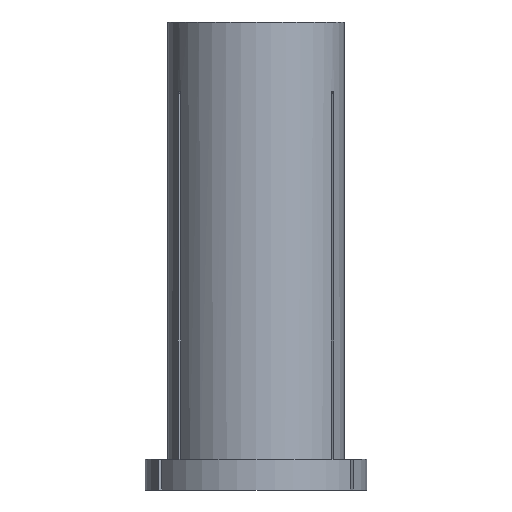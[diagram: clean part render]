
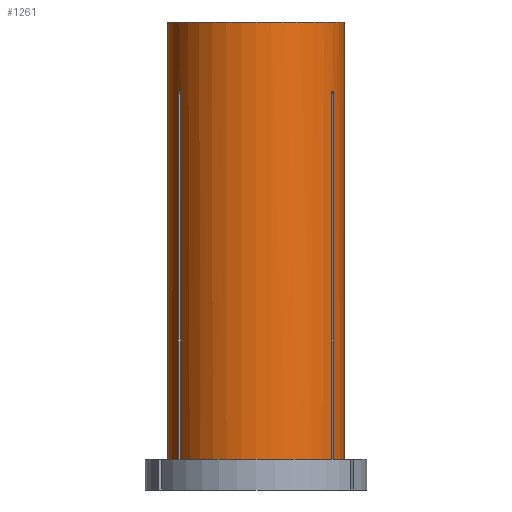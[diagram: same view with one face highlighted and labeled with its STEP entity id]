
A CAD part, front view. The second image highlights one B-rep face of the part: STEP entity #1261.
In plain terms, the highlighted cylindrical face has radius 10 mm (diameter 20 mm), a partial arc.
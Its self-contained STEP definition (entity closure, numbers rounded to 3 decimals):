
#6 = DIRECTION ( 'NONE',  ( 1., 0., 0. ) ) ;
#10 = CARTESIAN_POINT ( 'NONE',  ( 10., 0., 0. ) ) ;
#23 = DIRECTION ( 'NONE',  ( 0., 0., 1. ) ) ;
#27 = CARTESIAN_POINT ( 'NONE',  ( -8.806, -4.738, -49.4 ) ) ;
#50 = EDGE_CURVE ( 'NONE', #1213, #764, #669, .T. ) ;
#64 = DIRECTION ( 'NONE',  ( 0., 0., 1. ) ) ;
#105 = VECTOR ( 'NONE', #343, 1000. ) ;
#111 = B_SPLINE_CURVE_WITH_KNOTS ( 'NONE', 3,
 ( #513, #827, #785, #183, #882 ),
 .UNSPECIFIED., .F., .F.,
 ( 4, 1, 4 ),
 ( 0.076, 0.077, 0.077 ),
 .UNSPECIFIED. ) ;
#125 = ORIENTED_EDGE ( 'NONE', *, *, #255, .T. ) ;
#131 = EDGE_CURVE ( 'NONE', #363, #1286, #321, .T. ) ;
#139 = VECTOR ( 'NONE', #269, 1000. ) ;
#147 = AXIS2_PLACEMENT_3D ( 'NONE', #609, #23, #725 ) ;
#148 = ORIENTED_EDGE ( 'NONE', *, *, #503, .F. ) ;
#157 = ORIENTED_EDGE ( 'NONE', *, *, #1252, .F. ) ;
#167 = EDGE_CURVE ( 'NONE', #686, #902, #526, .T. ) ;
#172 = VERTEX_POINT ( 'NONE', #1063 ) ;
#183 = CARTESIAN_POINT ( 'NONE',  ( -8.559, -5.173, -7.901 ) ) ;
#226 = EDGE_CURVE ( 'NONE', #902, #520, #1126, .T. ) ;
#234 = CARTESIAN_POINT ( 'NONE',  ( 0., 0., -49.4 ) ) ;
#255 = EDGE_CURVE ( 'NONE', #479, #686, #267, .T. ) ;
#267 = CIRCLE ( 'NONE', #681, 10. ) ;
#269 = DIRECTION ( 'NONE',  ( 0., 0., 1. ) ) ;
#270 = CIRCLE ( 'NONE', #147, 10. ) ;
#292 = CARTESIAN_POINT ( 'NONE',  ( -8.806, -4.738, -7.904 ) ) ;
#299 = CARTESIAN_POINT ( 'NONE',  ( -8.506, -5.258, -7.904 ) ) ;
#302 = VECTOR ( 'NONE', #601, 1000. ) ;
#321 = LINE ( 'NONE', #837, #824 ) ;
#328 = EDGE_LOOP ( 'NONE', ( #157, #756, #1178, #828, #577, #125, #435, #1153, #1014, #613, #1283, #148 ) ) ;
#329 = CIRCLE ( 'NONE', #473, 10. ) ;
#331 = DIRECTION ( 'NONE',  ( 1., 0., 0. ) ) ;
#343 = DIRECTION ( 'NONE',  ( 0., 0., 1. ) ) ;
#363 = VERTEX_POINT ( 'NONE', #27 ) ;
#373 = CARTESIAN_POINT ( 'NONE',  ( -10., 0., 0. ) ) ;
#399 = CARTESIAN_POINT ( 'NONE',  ( -8.506, -5.258, 0. ) ) ;
#412 = EDGE_CURVE ( 'NONE', #172, #363, #329, .T. ) ;
#422 = CIRCLE ( 'NONE', #1085, 10. ) ;
#435 = ORIENTED_EDGE ( 'NONE', *, *, #167, .T. ) ;
#447 = CARTESIAN_POINT ( 'NONE',  ( -8.506, -5.258, -49.4 ) ) ;
#455 = CARTESIAN_POINT ( 'NONE',  ( 8.506, -5.258, 0. ) ) ;
#473 = AXIS2_PLACEMENT_3D ( 'NONE', #234, #931, #331 ) ;
#479 = VERTEX_POINT ( 'NONE', #447 ) ;
#482 = CARTESIAN_POINT ( 'NONE',  ( 8.506, -5.258, -7.904 ) ) ;
#503 = EDGE_CURVE ( 'NONE', #684, #764, #422, .T. ) ;
#513 = CARTESIAN_POINT ( 'NONE',  ( -8.806, -4.738, -7.904 ) ) ;
#520 = VERTEX_POINT ( 'NONE', #1156 ) ;
#522 = DIRECTION ( 'NONE',  ( 0., 0., 1. ) ) ;
#526 = LINE ( 'NONE', #455, #1062 ) ;
#577 = ORIENTED_EDGE ( 'NONE', *, *, #1177, .F. ) ;
#586 = CARTESIAN_POINT ( 'NONE',  ( 8.662, -5., -7.899 ) ) ;
#592 = DIRECTION ( 'NONE',  ( 0., 0., 1. ) ) ;
#601 = DIRECTION ( 'NONE',  ( 0., 0., 1. ) ) ;
#609 = CARTESIAN_POINT ( 'NONE',  ( 0., 0., -49.4 ) ) ;
#610 = VERTEX_POINT ( 'NONE', #299 ) ;
#613 = ORIENTED_EDGE ( 'NONE', *, *, #1209, .T. ) ;
#649 = CARTESIAN_POINT ( 'NONE',  ( 0., 0., 0. ) ) ;
#650 = VERTEX_POINT ( 'NONE', #1165 ) ;
#669 = LINE ( 'NONE', #1068, #139 ) ;
#679 = AXIS2_PLACEMENT_3D ( 'NONE', #1180, #790, #889 ) ;
#681 = AXIS2_PLACEMENT_3D ( 'NONE', #1196, #592, #6 ) ;
#684 = VERTEX_POINT ( 'NONE', #1079 ) ;
#686 = VERTEX_POINT ( 'NONE', #1281 ) ;
#694 = CARTESIAN_POINT ( 'NONE',  ( 8.806, -4.738, -7.904 ) ) ;
#707 = CYLINDRICAL_SURFACE ( 'NONE', #679, 10. ) ;
#725 = DIRECTION ( 'NONE',  ( 1., 0., 0. ) ) ;
#756 = ORIENTED_EDGE ( 'NONE', *, *, #412, .T. ) ;
#764 = VERTEX_POINT ( 'NONE', #10 ) ;
#766 = DIRECTION ( 'NONE',  ( 1., 0., 0. ) ) ;
#785 = CARTESIAN_POINT ( 'NONE',  ( -8.661, -5.002, -7.899 ) ) ;
#790 = DIRECTION ( 'NONE',  ( 0., 0., 1. ) ) ;
#824 = VECTOR ( 'NONE', #522, 1000. ) ;
#827 = CARTESIAN_POINT ( 'NONE',  ( -8.759, -4.827, -7.901 ) ) ;
#828 = ORIENTED_EDGE ( 'NONE', *, *, #1229, .T. ) ;
#837 = CARTESIAN_POINT ( 'NONE',  ( -8.806, -4.738, 0. ) ) ;
#872 = EDGE_CURVE ( 'NONE', #650, #520, #881, .T. ) ;
#881 = LINE ( 'NONE', #951, #105 ) ;
#882 = CARTESIAN_POINT ( 'NONE',  ( -8.506, -5.258, -7.904 ) ) ;
#889 = DIRECTION ( 'NONE',  ( 1., 0., 0. ) ) ;
#902 = VERTEX_POINT ( 'NONE', #1136 ) ;
#919 = CARTESIAN_POINT ( 'NONE',  ( 10., 0., -49.4 ) ) ;
#931 = DIRECTION ( 'NONE',  ( 0., 0., 1. ) ) ;
#951 = CARTESIAN_POINT ( 'NONE',  ( 8.806, -4.738, 0. ) ) ;
#1004 = FACE_OUTER_BOUND ( 'NONE', #328, .T. ) ;
#1014 = ORIENTED_EDGE ( 'NONE', *, *, #872, .F. ) ;
#1033 = VECTOR ( 'NONE', #1086, 1000. ) ;
#1062 = VECTOR ( 'NONE', #1158, 1000. ) ;
#1063 = CARTESIAN_POINT ( 'NONE',  ( -10., 0., -49.4 ) ) ;
#1068 = CARTESIAN_POINT ( 'NONE',  ( 10., 0., 0. ) ) ;
#1079 = CARTESIAN_POINT ( 'NONE',  ( -10., 0., 0. ) ) ;
#1085 = AXIS2_PLACEMENT_3D ( 'NONE', #649, #64, #766 ) ;
#1086 = DIRECTION ( 'NONE',  ( 0., 0., 1. ) ) ;
#1126 = B_SPLINE_CURVE_WITH_KNOTS ( 'NONE', 3,
 ( #482, #1191, #586, #1294, #694 ),
 .UNSPECIFIED., .F., .F.,
 ( 4, 1, 4 ),
 ( 0.082, 0.082, 0.083 ),
 .UNSPECIFIED. ) ;
#1136 = CARTESIAN_POINT ( 'NONE',  ( 8.506, -5.258, -7.904 ) ) ;
#1153 = ORIENTED_EDGE ( 'NONE', *, *, #226, .T. ) ;
#1154 = LINE ( 'NONE', #399, #302 ) ;
#1156 = CARTESIAN_POINT ( 'NONE',  ( 8.806, -4.738, -7.904 ) ) ;
#1158 = DIRECTION ( 'NONE',  ( 0., 0., 1. ) ) ;
#1165 = CARTESIAN_POINT ( 'NONE',  ( 8.806, -4.738, -49.4 ) ) ;
#1177 = EDGE_CURVE ( 'NONE', #479, #610, #1154, .T. ) ;
#1178 = ORIENTED_EDGE ( 'NONE', *, *, #131, .T. ) ;
#1180 = CARTESIAN_POINT ( 'NONE',  ( 0., 0., 0. ) ) ;
#1191 = CARTESIAN_POINT ( 'NONE',  ( 8.559, -5.172, -7.901 ) ) ;
#1196 = CARTESIAN_POINT ( 'NONE',  ( 0., 0., -49.4 ) ) ;
#1209 = EDGE_CURVE ( 'NONE', #650, #1213, #270, .T. ) ;
#1213 = VERTEX_POINT ( 'NONE', #919 ) ;
#1229 = EDGE_CURVE ( 'NONE', #1286, #610, #111, .T. ) ;
#1252 = EDGE_CURVE ( 'NONE', #172, #684, #1269, .T. ) ;
#1261 = ADVANCED_FACE ( 'NONE', ( #1004 ), #707, .T. ) ;
#1269 = LINE ( 'NONE', #373, #1033 ) ;
#1281 = CARTESIAN_POINT ( 'NONE',  ( 8.506, -5.258, -49.4 ) ) ;
#1283 = ORIENTED_EDGE ( 'NONE', *, *, #50, .T. ) ;
#1286 = VERTEX_POINT ( 'NONE', #292 ) ;
#1294 = CARTESIAN_POINT ( 'NONE',  ( 8.759, -4.826, -7.901 ) ) ;
